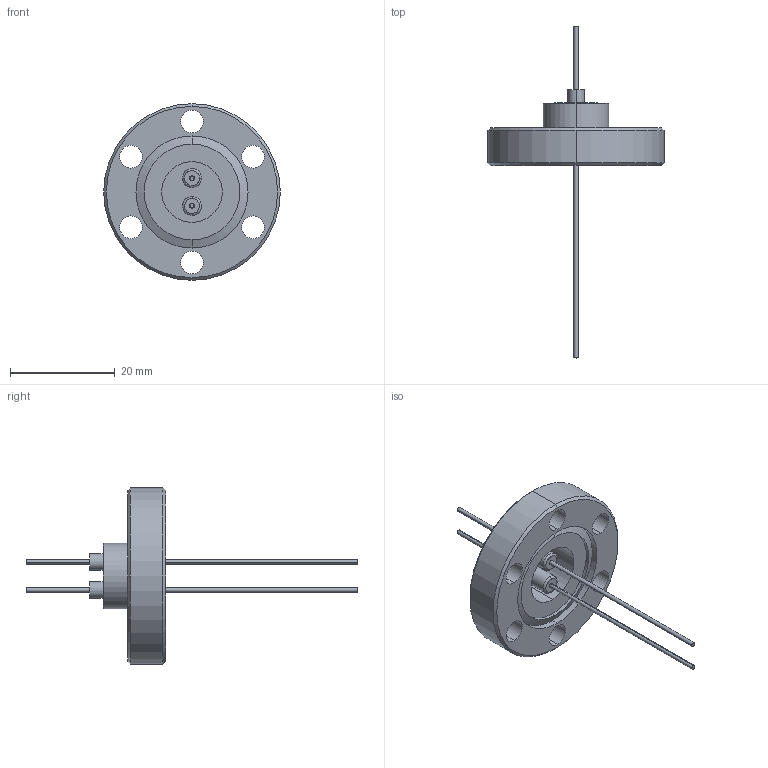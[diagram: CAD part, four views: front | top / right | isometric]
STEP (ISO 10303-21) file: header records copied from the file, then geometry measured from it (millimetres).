
FILE_DESCRIPTION (( 'STEP AP203' ), '1' );
FILE_NAME ('A0496-3-CF.STEP', '2013-05-09T12:47:52', ( '' ), ( '' ), 'SwSTEP 2.0', 'SolidWorks 2012', '' );
FILE_SCHEMA (( 'CONFIG_CONTROL_DESIGN' ));
Length unit declared in the file: inch
Products named in the file (1): A0496-3-CF
Bounding box: 33.78 x 63.5 x 33.78 mm (x, y, z)
Volume: 5223.9 mm3; surface area: 4234.1 mm2
Topology: 1 solids, 1 shells, 89 faces, 200 edges, 132 vertices
Faces by surface type: cylinder 54, plane 21, cone 10, torus 4
Entity records: 2997 total; most frequent: CARTESIAN_POINT 782, DIRECTION 500, ORIENTED_EDGE 400, AXIS2_PLACEMENT_3D 218, EDGE_CURVE 200, VERTEX_POINT 132, CIRCLE 128, EDGE_LOOP 120
